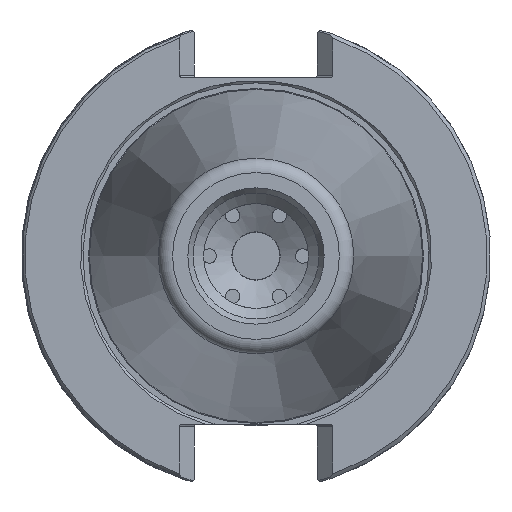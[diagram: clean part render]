
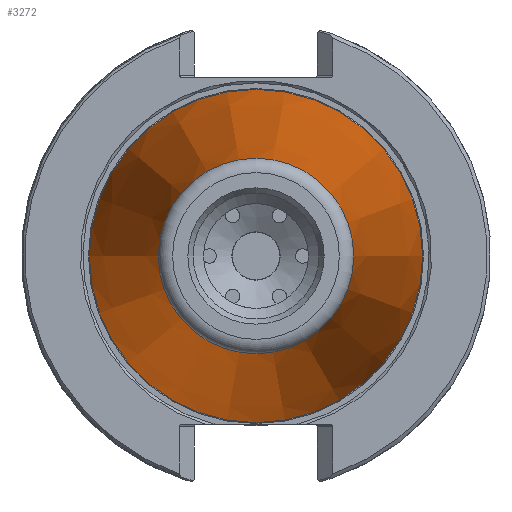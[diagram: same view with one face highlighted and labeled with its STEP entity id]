
A CAD part, left-side view. The second image highlights one B-rep face of the part: STEP entity #3272.
In plain terms, the highlighted conical face has half-angle 8.297 degrees and reference radius 27.517 mm.
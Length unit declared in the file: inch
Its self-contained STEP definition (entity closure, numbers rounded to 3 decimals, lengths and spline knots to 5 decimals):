
#493=FACE_OUTER_BOUND('',#687,.T.);
#687=EDGE_LOOP('',(#2796,#2797,#2798,#2799,#2800));
#912=LINE('',#5945,#1138);
#1138=VECTOR('',#4389,1.08334);
#1316=CIRCLE('',#3680,0.80665);
#1317=CIRCLE('',#3681,0.80665);
#1320=CIRCLE('',#3686,1.375);
#1623=VERTEX_POINT('',#5934);
#1624=VERTEX_POINT('',#5935);
#1626=VERTEX_POINT('',#5943);
#2038=EDGE_CURVE('',#1623,#1624,#1316,.T.);
#2039=EDGE_CURVE('',#1624,#1623,#1317,.T.);
#2042=EDGE_CURVE('',#1626,#1626,#1320,.T.);
#2043=EDGE_CURVE('',#1626,#1624,#912,.T.);
#2796=ORIENTED_EDGE('',*,*,#2042,.F.);
#2797=ORIENTED_EDGE('',*,*,#2043,.T.);
#2798=ORIENTED_EDGE('',*,*,#2038,.F.);
#2799=ORIENTED_EDGE('',*,*,#2039,.F.);
#2800=ORIENTED_EDGE('',*,*,#2043,.F.);
#3155=CONICAL_SURFACE('',#3685,1.08334,0.145);
#3272=ADVANCED_FACE('',(#493),#3155,.T.);
#3680=AXIS2_PLACEMENT_3D('',#5936,#4375,#4376);
#3681=AXIS2_PLACEMENT_3D('',#5937,#4377,#4378);
#3685=AXIS2_PLACEMENT_3D('',#5942,#4385,#4386);
#3686=AXIS2_PLACEMENT_3D('',#5944,#4387,#4388);
#4375=DIRECTION('center_axis',(-1.,0.,0.));
#4376=DIRECTION('ref_axis',(0.,-1.,0.));
#4377=DIRECTION('center_axis',(-1.,0.,0.));
#4378=DIRECTION('ref_axis',(0.,-1.,0.));
#4385=DIRECTION('center_axis',(1.,0.,0.));
#4386=DIRECTION('ref_axis',(0.,1.,0.));
#4387=DIRECTION('center_axis',(1.,0.,0.));
#4388=DIRECTION('ref_axis',(0.,1.,0.));
#4389=DIRECTION('',(-0.99,0.144,0.));
#5934=CARTESIAN_POINT('',(-3.89732,0.,0.80665));
#5935=CARTESIAN_POINT('',(-3.89732,-0.80665,0.));
#5936=CARTESIAN_POINT('Origin',(-3.89732,0.,
0.));
#5937=CARTESIAN_POINT('Origin',(-3.89732,0.,
0.));
#5942=CARTESIAN_POINT('Origin',(-2.,0.,0.));
#5943=CARTESIAN_POINT('',(0.,-1.375,0.));
#5944=CARTESIAN_POINT('Origin',(0.,0.,0.));
#5945=CARTESIAN_POINT('',(-2.,-1.08334,0.));
